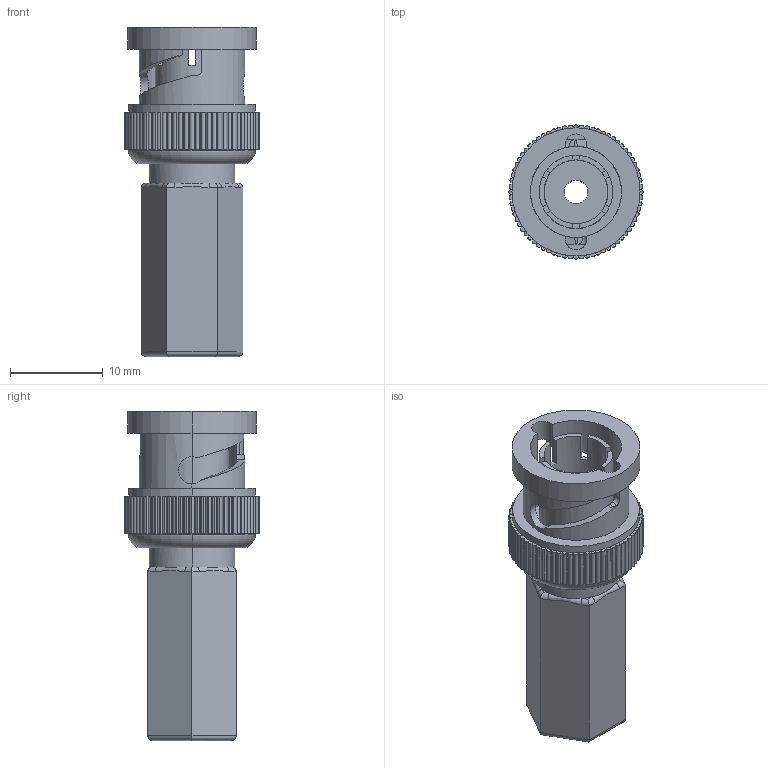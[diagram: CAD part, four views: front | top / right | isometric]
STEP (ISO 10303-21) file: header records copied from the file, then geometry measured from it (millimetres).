
FILE_DESCRIPTION (( 'STEP AP203' ), '1' );
FILE_NAME ('BAC026.STEP', '2006-06-30T19:28:28', ( ' ' ), ( ' ' ), 'SwSTEP 2.0', 'SolidWorks 2005354', '' );
FILE_SCHEMA (( 'CONFIG_CONTROL_DESIGN' ));
Length unit declared in the file: inch
Products named in the file (1): BAC026
Bounding box: 14.48 x 14.48 x 35.56 mm (x, y, z)
Volume: 2414.7 mm3; surface area: 2915.4 mm2
Topology: 1 solids, 1 shells, 429 faces, 1165 edges, 742 vertices
Faces by surface type: plane 192, cylinder 173, cone 48, bspline 14, torus 2
Entity records: 16754 total; most frequent: CARTESIAN_POINT 5745, ORIENTED_EDGE 2330, DIRECTION 2297, EDGE_CURVE 1165, AXIS2_PLACEMENT_3D 784, VERTEX_POINT 742, LINE 729, VECTOR 729
